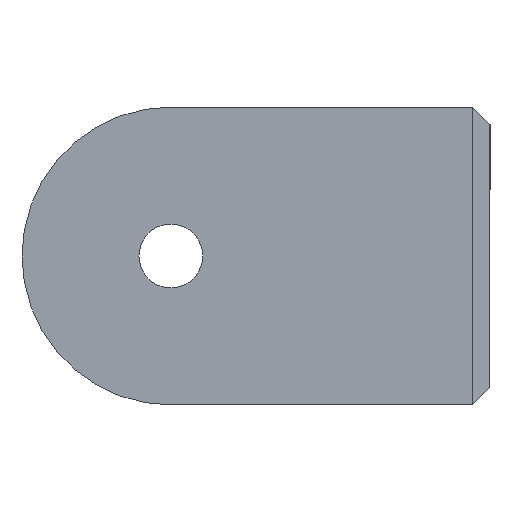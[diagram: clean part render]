
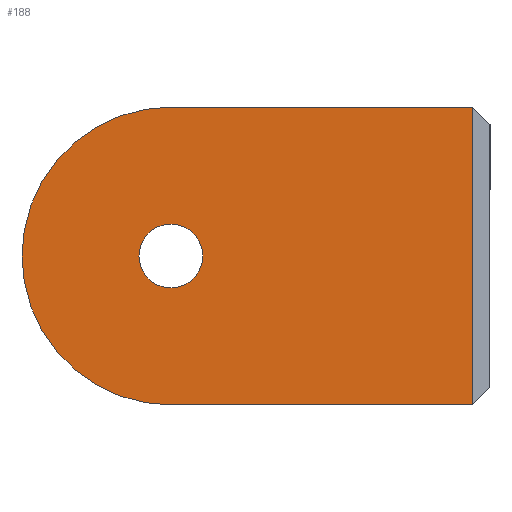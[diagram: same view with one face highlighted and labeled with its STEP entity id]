
A CAD part, front view. The second image highlights one B-rep face of the part: STEP entity #188.
In plain terms, the highlighted planar face has unit normal (0, -1, 0).
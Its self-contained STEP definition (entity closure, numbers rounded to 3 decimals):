
#64 = VERTEX_POINT('',#65);
#65 = CARTESIAN_POINT('',(-15.,-8.5,-7.));
#71 = EDGE_CURVE('',#64,#72,#74,.T.);
#72 = VERTEX_POINT('',#73);
#73 = CARTESIAN_POINT('',(-0.8,-8.5,-7.));
#74 = LINE('',#75,#76);
#75 = CARTESIAN_POINT('',(-15.,-8.5,-7.));
#76 = VECTOR('',#77,1.);
#77 = DIRECTION('',(1.,0.,0.));
#188 = ADVANCED_FACE('',(#189,#215),#226,.T.);
#189 = FACE_BOUND('',#190,.T.);
#190 = EDGE_LOOP('',(#191,#192,#200,#208));
#191 = ORIENTED_EDGE('',*,*,#71,.T.);
#192 = ORIENTED_EDGE('',*,*,#193,.T.);
#193 = EDGE_CURVE('',#72,#194,#196,.T.);
#194 = VERTEX_POINT('',#195);
#195 = CARTESIAN_POINT('',(-0.8,-8.5,7.));
#196 = LINE('',#197,#198);
#197 = CARTESIAN_POINT('',(-0.8,-8.5,-7.));
#198 = VECTOR('',#199,1.);
#199 = DIRECTION('',(0.,0.,1.));
#200 = ORIENTED_EDGE('',*,*,#201,.T.);
#201 = EDGE_CURVE('',#194,#202,#204,.T.);
#202 = VERTEX_POINT('',#203);
#203 = CARTESIAN_POINT('',(-15.,-8.5,7.));
#204 = LINE('',#205,#206);
#205 = CARTESIAN_POINT('',(0.,-8.5,7.));
#206 = VECTOR('',#207,1.);
#207 = DIRECTION('',(-1.,0.,0.));
#208 = ORIENTED_EDGE('',*,*,#209,.T.);
#209 = EDGE_CURVE('',#202,#64,#210,.T.);
#210 = CIRCLE('',#211,7.);
#211 = AXIS2_PLACEMENT_3D('',#212,#213,#214);
#212 = CARTESIAN_POINT('',(-15.,-8.5,0.));
#213 = DIRECTION('',(0.,-1.,0.));
#214 = DIRECTION('',(0.,0.,1.));
#215 = FACE_BOUND('',#216,.T.);
#216 = EDGE_LOOP('',(#217));
#217 = ORIENTED_EDGE('',*,*,#218,.F.);
#218 = EDGE_CURVE('',#219,#219,#221,.T.);
#219 = VERTEX_POINT('',#220);
#220 = CARTESIAN_POINT('',(-15.,-8.5,1.5));
#221 = CIRCLE('',#222,1.5);
#222 = AXIS2_PLACEMENT_3D('',#223,#224,#225);
#223 = CARTESIAN_POINT('',(-15.,-8.5,0.));
#224 = DIRECTION('',(0.,-1.,0.));
#225 = DIRECTION('',(0.,0.,1.));
#226 = PLANE('',#227);
#227 = AXIS2_PLACEMENT_3D('',#228,#229,#230);
#228 = CARTESIAN_POINT('',(-9.613,-8.5,0.));
#229 = DIRECTION('',(-0.,-1.,0.));
#230 = DIRECTION('',(1.,0.,0.));
